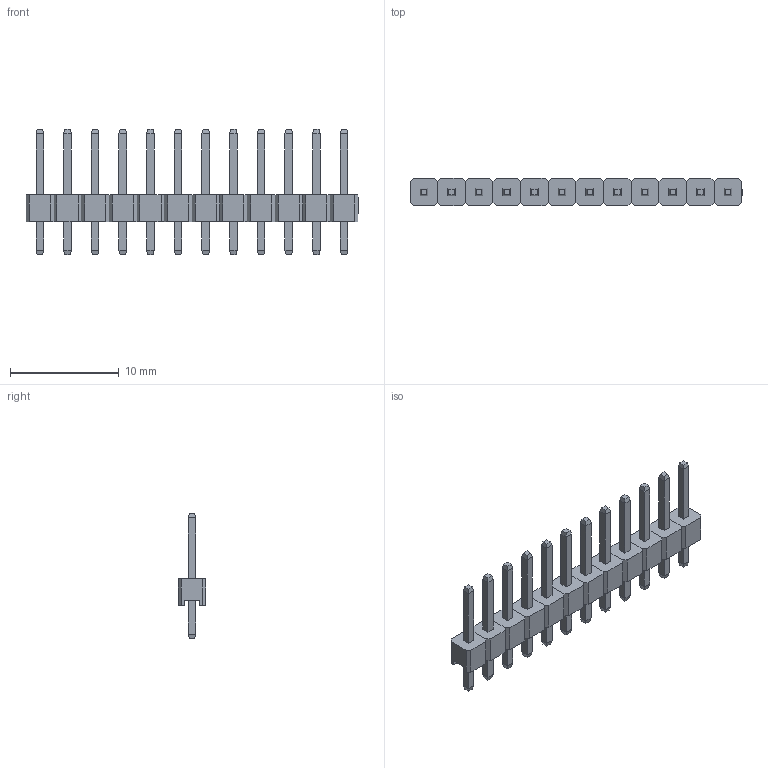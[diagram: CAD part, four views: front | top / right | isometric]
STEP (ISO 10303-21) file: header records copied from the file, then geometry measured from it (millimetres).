
FILE_DESCRIPTION(/* description */ ('Designed by EasyEDA Pro'),/* implementation_level */ '2;1');
FILE_NAME(/* name */ 'PZ_2.54_1X12P_LH.step',/* time_stamp */ '2025-03-26T18:07:25+08:00',/* author */ (''),/* organization */ (''),/* preprocessor_version */ 'ST-DEVELOPER v20.1',/* originating_system */ 'Autodesk Translation Framework v14.4.0.0',/* authorisation */ '');
FILE_SCHEMA (('AUTOMOTIVE_DESIGN { 1 0 10303 214 3 1 1 }'));
Products named in the file (4): Kski-PCBModel; Kski-Board; Kski-CN1-HDR-TH_12P-P2.54-V-M; COMPOUND
Assembly tree (3 placements, depth 3):
  Kski-PCBModel
    Kski-Board
    Kski-CN1-HDR-TH_12P-P2.54-V-M
      COMPOUND
Bounding box: 30.49 x 2.54 x 11.5 mm (x, y, z)
Volume: 221.3 mm3; surface area: 755.4 mm2
Topology: 12 solids, 12 shells, 1312 faces, 3387 edges, 2226 vertices
Faces by surface type: plane 1046, bspline 266
Entity records: 49747 total; most frequent: CARTESIAN_POINT 17868, ORIENTED_EDGE 6774, DIRECTION 5141, EDGE_CURVE 3387, LINE 2855, VECTOR 2855, VERTEX_POINT 2226, EDGE_LOOP 1439
